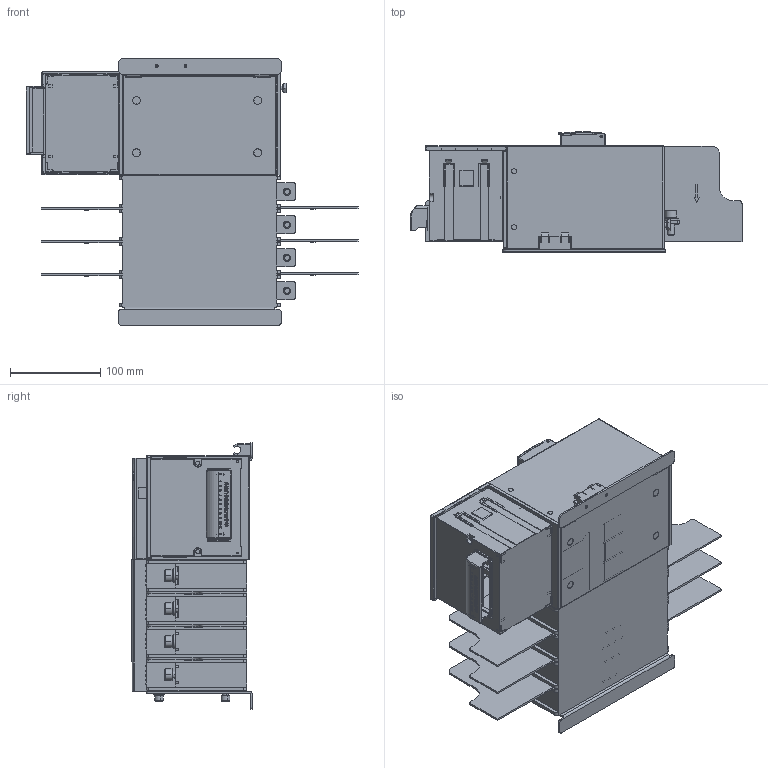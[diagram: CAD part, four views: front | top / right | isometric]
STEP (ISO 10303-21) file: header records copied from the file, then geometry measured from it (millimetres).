
FILE_DESCRIPTION((''),'2;1');
FILE_NAME('25970169P05','2024-04-03T',('youjie.zhu'),(''),'PRO/ENGINEER BY PARAMETRIC TECHNOLOGY CORPORATION, 2015440','PRO/ENGINEER BY PARAMETRIC TECHNOLOGY CORPORATION, 2015440','');
FILE_SCHEMA(('CONFIG_CONTROL_DESIGN'));
Products named in the file (1): 25970169P05
Bounding box: 367.3 x 133 x 294.92 mm (x, y, z)
Volume: 1596202 mm3; surface area: 880217.3 mm2
Topology: 7 solids, 11 shells, 5177 faces, 14816 edges, 9680 vertices
Faces by surface type: plane 3764, cylinder 892, torus 234, extrusion 147, cone 78, bspline 40, sphere 22
Entity records: 178378 total; most frequent: CARTESIAN_POINT 42178, ORIENTED_EDGE 29570, DIRECTION 26567, EDGE_CURVE 14785, VECTOR 11891, LINE 11744, VERTEX_POINT 9680, AXIS2_PLACEMENT_3D 7338
